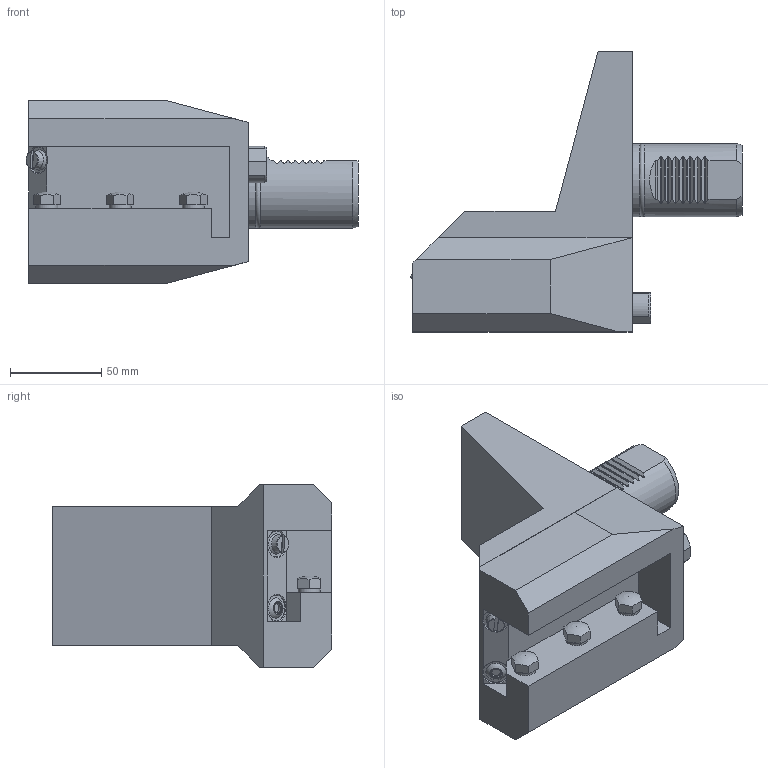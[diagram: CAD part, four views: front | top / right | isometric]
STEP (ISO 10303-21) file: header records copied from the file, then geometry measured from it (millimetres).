
FILE_DESCRIPTION(/* description */ ('8 214 45 002.01'),/* implementation_level */ '2;1');
FILE_NAME(/* name */ '8 214 45 002.01',/* time_stamp */ '2022-02-07T09:54:56+01:00',/* author */ ('heimatec GmbH'),/* organization */ (''),/* preprocessor_version */ 'ST-DEVELOPER v16.7',/* originating_system */ 'Solid Edge',/* authorisation */ 'Unknown');
FILE_SCHEMA (('AUTOMOTIVE_DESIGN {1 0 10303 214 3 1 1}'));
Length unit declared in the file: millimetre
Products named in the file (1): Part15
Bounding box: 181.46 x 153 x 100 mm (x, y, z)
Volume: 846935.2 mm3; surface area: 78900.2 mm2
Topology: 1 solids, 2 shells, 267 faces, 700 edges, 466 vertices
Faces by surface type: plane 202, cylinder 47, cone 8, sphere 5, torus 3, bspline 2
Full cylindrical faces by diameter (mm): 0.425 x1, 0.51 x1, 4.917 x1, 12 x4, 14 x2, 39 x2, 40 x2
Entity records: 8178 total; most frequent: CARTESIAN_POINT 1704, ORIENTED_EDGE 1308, DIRECTION 1306, EDGE_CURVE 654, LINE 470, VECTOR 470, VERTEX_POINT 446, AXIS2_PLACEMENT_3D 418
